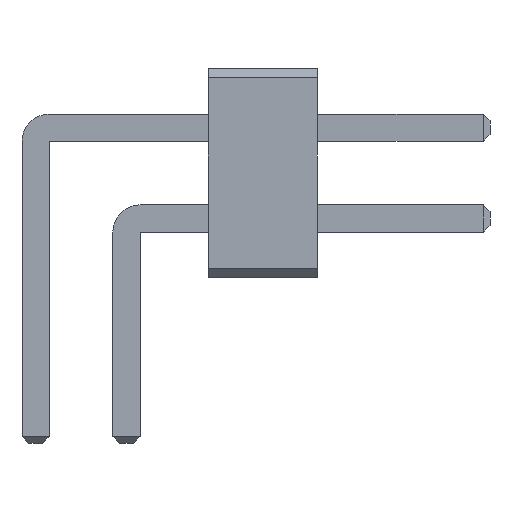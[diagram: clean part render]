
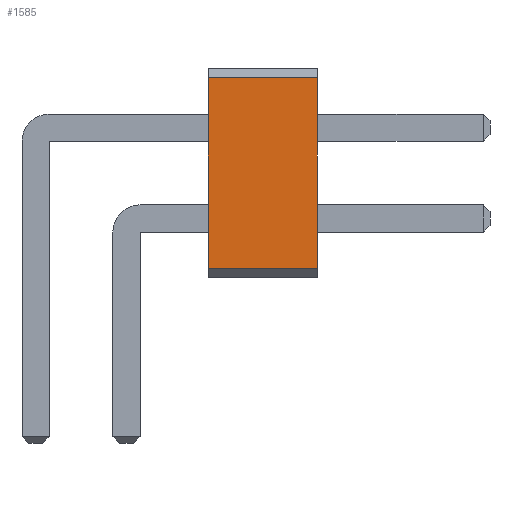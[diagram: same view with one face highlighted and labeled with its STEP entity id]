
A CAD part, front view. The second image highlights one B-rep face of the part: STEP entity #1585.
In plain terms, the highlighted planar face has unit normal (0, -1, 0).
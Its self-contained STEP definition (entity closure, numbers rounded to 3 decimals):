
#13=DIRECTION('',(0.,0.,1.));
#27=VECTOR('',#28,1.);
#28=DIRECTION('',(1.,0.,0.));
#57=DIRECTION('',(0.,-1.,0.));
#1572=VERTEX_POINT('',#1573);
#1573=CARTESIAN_POINT('',(3.1,-26.5,0.1));
#1576=EDGE_CURVE('',#1577,#1572,#1579,.T.);
#1577=VERTEX_POINT('',#1578);
#1578=CARTESIAN_POINT('',(1.9,-26.5,0.1));
#1579=LINE('',#1578,#27);
#1585=ADVANCED_FACE('',(#1586),#1603,.T.);
#1586=FACE_BOUND('',#1587,.T.);
#1587=EDGE_LOOP('',(#1588,#1589,#1595,#1600));
#1588=ORIENTED_EDGE('',*,*,#1576,.T.);
#1589=ORIENTED_EDGE('',*,*,#1590,.T.);
#1590=EDGE_CURVE('',#1572,#1591,#1593,.T.);
#1591=VERTEX_POINT('',#1592);
#1592=CARTESIAN_POINT('',(3.1,-26.5,2.2));
#1593=LINE('',#1573,#1594);
#1594=VECTOR('',#13,1.);
#1595=ORIENTED_EDGE('',*,*,#1596,.F.);
#1596=EDGE_CURVE('',#1597,#1591,#1599,.T.);
#1597=VERTEX_POINT('',#1598);
#1598=CARTESIAN_POINT('',(1.9,-26.5,2.2));
#1599=LINE('',#1598,#27);
#1600=ORIENTED_EDGE('',*,*,#1601,.F.);
#1601=EDGE_CURVE('',#1577,#1597,#1602,.T.);
#1602=LINE('',#1578,#1594);
#1603=PLANE('',#1604);
#1604=AXIS2_PLACEMENT_3D('',#1578,#57,#13);
